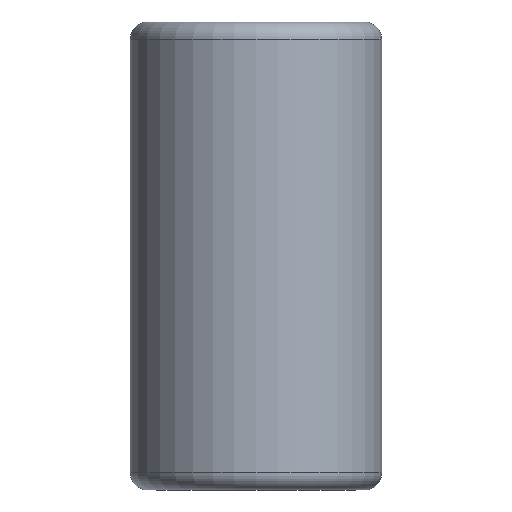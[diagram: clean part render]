
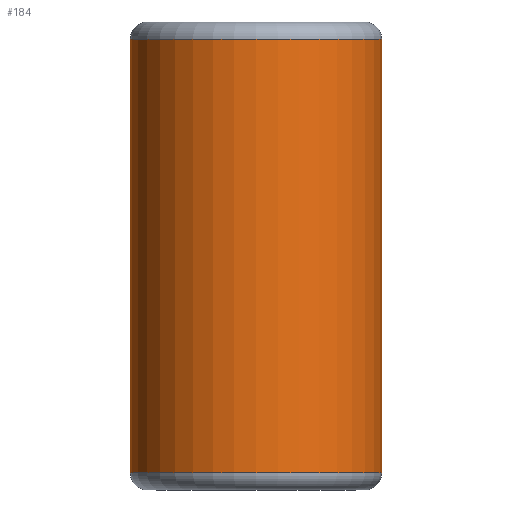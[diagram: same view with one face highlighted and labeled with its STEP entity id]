
A CAD part, front view. The second image highlights one B-rep face of the part: STEP entity #184.
In plain terms, the highlighted cylindrical face has radius 5.537 mm (diameter 11.074 mm), a partial arc.
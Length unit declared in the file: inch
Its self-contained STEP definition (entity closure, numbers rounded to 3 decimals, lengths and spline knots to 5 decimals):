
#94 = DIRECTION ( 'NONE',  ( 1., 0., 0. ) ) ;
#126 = CARTESIAN_POINT ( 'NONE',  ( 0.156, -0.906, -0.375 ) ) ;
#184 = ADVANCED_FACE ( 'NONE', ( #1903 ), #798, .T. ) ;
#293 = CARTESIAN_POINT ( 'NONE',  ( 0.374, -0.906, 0.375 ) ) ;
#313 = EDGE_LOOP ( 'NONE', ( #1800, #374, #930, #910 ) ) ;
#332 = DIRECTION ( 'NONE',  ( 1., 0., 0. ) ) ;
#374 = ORIENTED_EDGE ( 'NONE', *, *, #1989, .T. ) ;
#494 = DIRECTION ( 'NONE',  ( 0., 0., 1. ) ) ;
#578 = EDGE_CURVE ( 'NONE', #1061, #1996, #1580, .T. ) ;
#690 = CARTESIAN_POINT ( 'NONE',  ( 0.156, -0.906, 0.375 ) ) ;
#798 = CYLINDRICAL_SURFACE ( 'NONE', #1676, 0.218 ) ;
#890 = DIRECTION ( 'NONE',  ( 1., 0., 0. ) ) ;
#910 = ORIENTED_EDGE ( 'NONE', *, *, #1103, .T. ) ;
#930 = ORIENTED_EDGE ( 'NONE', *, *, #578, .F. ) ;
#975 = EDGE_CURVE ( 'NONE', #1091, #1186, #1943, .T. ) ;
#981 = CARTESIAN_POINT ( 'NONE',  ( -0.062, -0.906, 0.375 ) ) ;
#1061 = VERTEX_POINT ( 'NONE', #2407 ) ;
#1091 = VERTEX_POINT ( 'NONE', #2204 ) ;
#1103 = EDGE_CURVE ( 'NONE', #1061, #1091, #1334, .T. ) ;
#1186 = VERTEX_POINT ( 'NONE', #2056 ) ;
#1191 = DIRECTION ( 'NONE',  ( 0., 0., -1. ) ) ;
#1334 = LINE ( 'NONE', #981, #1813 ) ;
#1497 = DIRECTION ( 'NONE',  ( 0., 0., 1. ) ) ;
#1509 = CARTESIAN_POINT ( 'NONE',  ( 0.156, -0.906, 0. ) ) ;
#1515 = LINE ( 'NONE', #2310, #2539 ) ;
#1542 = DIRECTION ( 'NONE',  ( 0., 0., 1. ) ) ;
#1580 = CIRCLE ( 'NONE', #1974, 0.218 ) ;
#1676 = AXIS2_PLACEMENT_3D ( 'NONE', #1509, #494, #94 ) ;
#1800 = ORIENTED_EDGE ( 'NONE', *, *, #975, .T. ) ;
#1813 = VECTOR ( 'NONE', #1191, 39.37008 ) ;
#1903 = FACE_OUTER_BOUND ( 'NONE', #313, .T. ) ;
#1943 = CIRCLE ( 'NONE', #2267, 0.218 ) ;
#1974 = AXIS2_PLACEMENT_3D ( 'NONE', #690, #2119, #890 ) ;
#1989 = EDGE_CURVE ( 'NONE', #1186, #1996, #1515, .T. ) ;
#1996 = VERTEX_POINT ( 'NONE', #293 ) ;
#2056 = CARTESIAN_POINT ( 'NONE',  ( 0.374, -0.906, -0.375 ) ) ;
#2119 = DIRECTION ( 'NONE',  ( 0., 0., 1. ) ) ;
#2204 = CARTESIAN_POINT ( 'NONE',  ( -0.062, -0.906, -0.375 ) ) ;
#2267 = AXIS2_PLACEMENT_3D ( 'NONE', #126, #1542, #332 ) ;
#2310 = CARTESIAN_POINT ( 'NONE',  ( 0.374, -0.906, 0. ) ) ;
#2407 = CARTESIAN_POINT ( 'NONE',  ( -0.062, -0.906, 0.375 ) ) ;
#2539 = VECTOR ( 'NONE', #1497, 39.37008 ) ;
